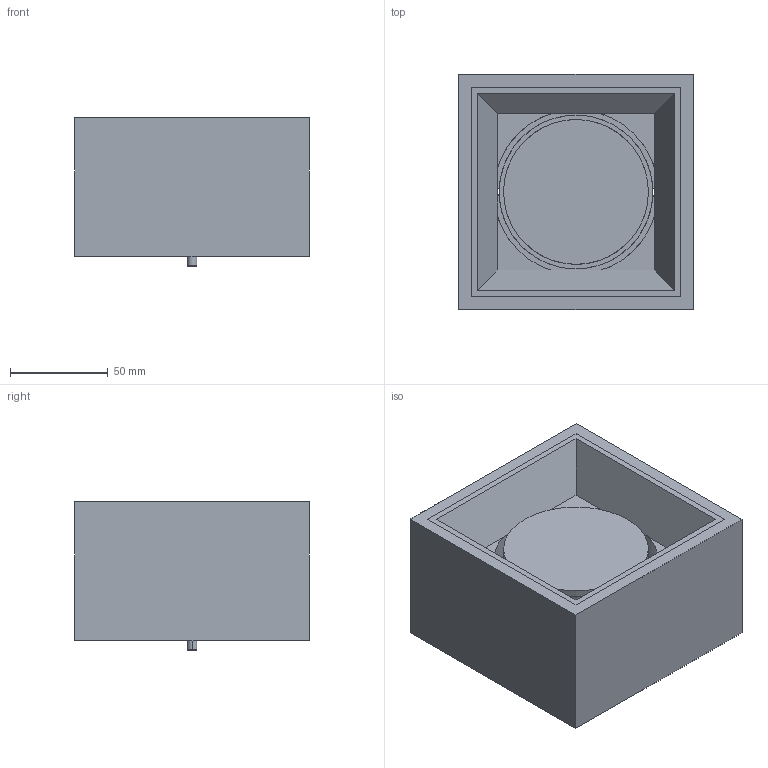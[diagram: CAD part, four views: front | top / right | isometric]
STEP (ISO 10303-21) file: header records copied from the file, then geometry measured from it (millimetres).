
FILE_DESCRIPTION(/* description */ (''),/* implementation_level */ '2;1');
FILE_NAME(/* name */ 'T077_Nasso_Quadrata',/* time_stamp */ '2023-09-19T12:31:05+02:00',/* author */ (''),/* organization */ (''),/* preprocessor_version */ 'ST-DEVELOPER v16.5',/* originating_system */ 'Rhino 7.20',/* authorisation */ '');
FILE_SCHEMA (('CONFIG_CONTROL_DESIGN'));
Length unit declared in the file: millimetre
Products named in the file (1): Document
Bounding box: 120 x 120 x 76 mm (x, y, z)
Volume: 681953.7 mm3; surface area: 149444.9 mm2
Topology: 21 solids, 21 shells, 334 faces, 738 edges, 480 vertices
Faces by surface type: plane 166, cylinder 128, bspline 40
Entity records: 9122 total; most frequent: CARTESIAN_POINT 3982, ORIENTED_EDGE 1474, EDGE_CURVE 737, VERTEX_POINT 478, EDGE_LOOP 401, ADVANCED_FACE 334, FACE_OUTER_BOUND 334, B_SPLINE_CURVE_WITH_KNOTS 307
